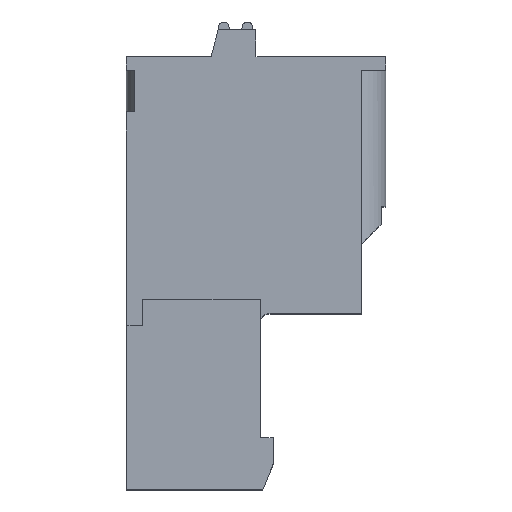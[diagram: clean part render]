
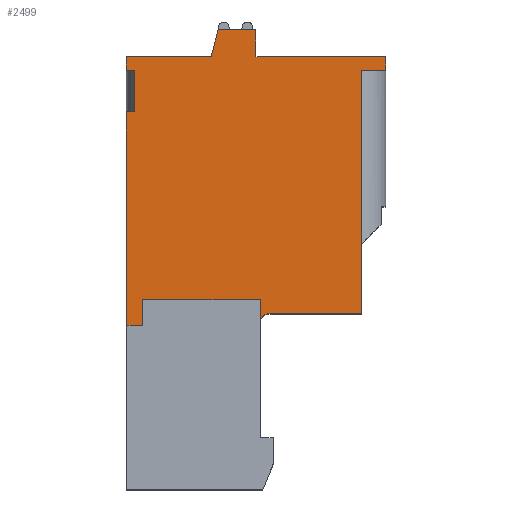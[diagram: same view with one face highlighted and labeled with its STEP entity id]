
A CAD part, top view. The second image highlights one B-rep face of the part: STEP entity #2499.
In plain terms, the highlighted planar face has unit normal (0, 0, 1).
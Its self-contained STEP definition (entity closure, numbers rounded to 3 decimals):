
#265=DIRECTION('',(0.,1.,0.));
#266=VECTOR('',#265,1.3);
#267=CARTESIAN_POINT('',(3.741,-4.022,2.5));
#268=LINE('',#267,#266);
#269=DIRECTION('',(-1.,0.,0.));
#270=VECTOR('',#269,6.8);
#271=CARTESIAN_POINT('',(3.741,-2.722,2.5));
#272=LINE('',#271,#270);
#273=DIRECTION('',(0.,-1.,0.));
#274=VECTOR('',#273,1.45);
#275=CARTESIAN_POINT('',(-3.059,-2.722,2.5));
#276=LINE('',#275,#274);
#277=DIRECTION('',(-1.,0.,0.));
#278=VECTOR('',#277,0.9);
#279=CARTESIAN_POINT('',(-3.059,-4.172,2.5));
#280=LINE('',#279,#278);
#281=DIRECTION('',(0.,-1.,0.));
#282=VECTOR('',#281,0.15);
#283=CARTESIAN_POINT('',(-3.959,-4.022,2.5));
#284=LINE('',#283,#282);
#285=DIRECTION('',(1.,0.,0.));
#286=VECTOR('',#285,0.05);
#287=CARTESIAN_POINT('',(-4.009,-4.022,2.5));
#288=LINE('',#287,#286);
#289=DIRECTION('',(0.,-1.,0.));
#290=VECTOR('',#289,12.15);
#291=CARTESIAN_POINT('',(-4.009,8.128,2.5));
#292=LINE('',#291,#290);
#293=DIRECTION('',(1.,0.,0.));
#294=VECTOR('',#293,0.5);
#295=CARTESIAN_POINT('',(-4.009,8.128,2.5));
#296=LINE('',#295,#294);
#297=DIRECTION('',(0.,-1.,0.));
#298=VECTOR('',#297,2.4);
#299=CARTESIAN_POINT('',(-3.509,10.528,2.5));
#300=LINE('',#299,#298);
#301=DIRECTION('',(1.,0.,0.));
#302=VECTOR('',#301,0.5);
#303=CARTESIAN_POINT('',(-4.009,10.528,2.5));
#304=LINE('',#303,#302);
#305=DIRECTION('',(0.,-1.,0.));
#306=VECTOR('',#305,0.8);
#307=CARTESIAN_POINT('',(-4.009,11.328,2.5));
#308=LINE('',#307,#306);
#309=DIRECTION('',(-1.,0.,0.));
#310=VECTOR('',#309,4.907);
#311=CARTESIAN_POINT('',(0.898,11.328,2.5));
#312=LINE('',#311,#310);
#313=DIRECTION('',(-0.259,-0.966,0.));
#314=VECTOR('',#313,1.605);
#315=CARTESIAN_POINT('',(1.313,12.878,2.5));
#316=LINE('',#315,#314);
#317=DIRECTION('',(-1.,0.,0.));
#318=VECTOR('',#317,2.178);
#319=CARTESIAN_POINT('',(3.491,12.878,2.5));
#320=LINE('',#319,#318);
#321=DIRECTION('',(0.,1.,0.));
#322=VECTOR('',#321,1.55);
#323=CARTESIAN_POINT('',(3.491,11.328,2.5));
#324=LINE('',#323,#322);
#325=DIRECTION('',(-1.,0.,0.));
#326=VECTOR('',#325,7.5);
#327=CARTESIAN_POINT('',(10.991,11.328,2.5));
#328=LINE('',#327,#326);
#329=DIRECTION('',(0.,1.,0.));
#330=VECTOR('',#329,0.8);
#331=CARTESIAN_POINT('',(10.991,10.528,2.5));
#332=LINE('',#331,#330);
#333=DIRECTION('',(-1.,0.,0.));
#334=VECTOR('',#333,1.4);
#335=CARTESIAN_POINT('',(10.991,10.528,2.5));
#336=LINE('',#335,#334);
#337=DIRECTION('',(1.,0.,0.));
#338=VECTOR('',#337,5.35);
#339=CARTESIAN_POINT('',(4.241,-3.522,2.5));
#340=LINE('',#339,#338);
#341=CARTESIAN_POINT('',(4.241,-4.022,2.5));
#342=DIRECTION('',(0.,0.,-1.));
#343=DIRECTION('',(-1.,0.,0.));
#344=AXIS2_PLACEMENT_3D('',#341,#342,#343);
#912=DIRECTION('',(0.,1.,0.));
#913=VECTOR('',#912,14.05);
#914=CARTESIAN_POINT('',(9.591,-3.522,2.5));
#915=LINE('',#914,#913);
#1718=CARTESIAN_POINT('',(-4.009,-4.022,2.5));
#1719=CARTESIAN_POINT('',(-3.959,-4.022,2.5));
#1720=VERTEX_POINT('',#1718);
#1721=VERTEX_POINT('',#1719);
#1722=CARTESIAN_POINT('',(4.241,-3.522,2.5));
#1723=CARTESIAN_POINT('',(9.591,-3.522,2.5));
#1724=VERTEX_POINT('',#1722);
#1725=VERTEX_POINT('',#1723);
#1726=CARTESIAN_POINT('',(10.991,11.328,2.5));
#1727=CARTESIAN_POINT('',(3.491,11.328,2.5));
#1728=VERTEX_POINT('',#1726);
#1729=VERTEX_POINT('',#1727);
#1730=CARTESIAN_POINT('',(3.491,12.878,2.5));
#1731=VERTEX_POINT('',#1730);
#1732=CARTESIAN_POINT('',(1.313,12.878,2.5));
#1733=VERTEX_POINT('',#1732);
#1734=CARTESIAN_POINT('',(0.898,11.328,2.5));
#1735=VERTEX_POINT('',#1734);
#1736=CARTESIAN_POINT('',(-4.009,11.328,2.5));
#1737=VERTEX_POINT('',#1736);
#1742=CARTESIAN_POINT('',(10.991,10.528,2.5));
#1743=CARTESIAN_POINT('',(9.591,10.528,2.5));
#1744=VERTEX_POINT('',#1742);
#1745=VERTEX_POINT('',#1743);
#1860=CARTESIAN_POINT('',(3.741,-4.022,2.5));
#1861=CARTESIAN_POINT('',(3.741,-2.722,2.5));
#1862=VERTEX_POINT('',#1860);
#1863=VERTEX_POINT('',#1861);
#1864=CARTESIAN_POINT('',(-3.059,-2.722,2.5));
#1865=VERTEX_POINT('',#1864);
#1866=CARTESIAN_POINT('',(-3.059,-4.172,2.5));
#1867=VERTEX_POINT('',#1866);
#1868=CARTESIAN_POINT('',(-3.959,-4.172,2.5));
#1869=VERTEX_POINT('',#1868);
#1874=CARTESIAN_POINT('',(-4.009,10.528,2.5));
#1875=CARTESIAN_POINT('',(-3.509,10.528,2.5));
#1876=VERTEX_POINT('',#1874);
#1877=VERTEX_POINT('',#1875);
#1878=CARTESIAN_POINT('',(-4.009,8.128,2.5));
#1879=CARTESIAN_POINT('',(-3.509,8.128,2.5));
#1880=VERTEX_POINT('',#1878);
#1881=VERTEX_POINT('',#1879);
#2453=CARTESIAN_POINT('',(0.,0.,2.5));
#2454=DIRECTION('',(0.,0.,1.));
#2455=DIRECTION('',(1.,0.,0.));
#2456=AXIS2_PLACEMENT_3D('',#2453,#2454,#2455);
#2457=PLANE('',#2456);
#2458=ORIENTED_EDGE('',*,*,#2434,.T.);
#2460=ORIENTED_EDGE('',*,*,#2459,.T.);
#2462=ORIENTED_EDGE('',*,*,#2461,.T.);
#2464=ORIENTED_EDGE('',*,*,#2463,.T.);
#2465=ORIENTED_EDGE('',*,*,#2266,.F.);
#2467=ORIENTED_EDGE('',*,*,#2466,.F.);
#2469=ORIENTED_EDGE('',*,*,#2468,.F.);
#2471=ORIENTED_EDGE('',*,*,#2470,.T.);
#2473=ORIENTED_EDGE('',*,*,#2472,.F.);
#2475=ORIENTED_EDGE('',*,*,#2474,.F.);
#2477=ORIENTED_EDGE('',*,*,#2476,.F.);
#2479=ORIENTED_EDGE('',*,*,#2478,.F.);
#2481=ORIENTED_EDGE('',*,*,#2480,.F.);
#2483=ORIENTED_EDGE('',*,*,#2482,.F.);
#2485=ORIENTED_EDGE('',*,*,#2484,.F.);
#2487=ORIENTED_EDGE('',*,*,#2486,.F.);
#2489=ORIENTED_EDGE('',*,*,#2488,.F.);
#2491=ORIENTED_EDGE('',*,*,#2490,.T.);
#2493=ORIENTED_EDGE('',*,*,#2492,.F.);
#2495=ORIENTED_EDGE('',*,*,#2494,.F.);
#2496=ORIENTED_EDGE('',*,*,#2446,.F.);
#2497=EDGE_LOOP('',(#2458,#2460,#2462,#2464,#2465,#2467,#2469,#2471,#2473,#2475,
#2477,#2479,#2481,#2483,#2485,#2487,#2489,#2491,#2493,#2495,#2496));
#2498=FACE_OUTER_BOUND('',#2497,.F.);
#345=CIRCLE('',#344,0.5);
#2266=EDGE_CURVE('',#1721,#1869,#284,.T.);
#2434=EDGE_CURVE('',#1862,#1863,#268,.T.);
#2446=EDGE_CURVE('',#1862,#1724,#345,.T.);
#2459=EDGE_CURVE('',#1863,#1865,#272,.T.);
#2461=EDGE_CURVE('',#1865,#1867,#276,.T.);
#2463=EDGE_CURVE('',#1867,#1869,#280,.T.);
#2466=EDGE_CURVE('',#1720,#1721,#288,.T.);
#2468=EDGE_CURVE('',#1880,#1720,#292,.T.);
#2470=EDGE_CURVE('',#1880,#1881,#296,.T.);
#2472=EDGE_CURVE('',#1877,#1881,#300,.T.);
#2474=EDGE_CURVE('',#1876,#1877,#304,.T.);
#2476=EDGE_CURVE('',#1737,#1876,#308,.T.);
#2478=EDGE_CURVE('',#1735,#1737,#312,.T.);
#2480=EDGE_CURVE('',#1733,#1735,#316,.T.);
#2482=EDGE_CURVE('',#1731,#1733,#320,.T.);
#2484=EDGE_CURVE('',#1729,#1731,#324,.T.);
#2486=EDGE_CURVE('',#1728,#1729,#328,.T.);
#2488=EDGE_CURVE('',#1744,#1728,#332,.T.);
#2490=EDGE_CURVE('',#1744,#1745,#336,.T.);
#2492=EDGE_CURVE('',#1725,#1745,#915,.T.);
#2494=EDGE_CURVE('',#1724,#1725,#340,.T.);
#2499=ADVANCED_FACE('',(#2498),#2457,.T.);
